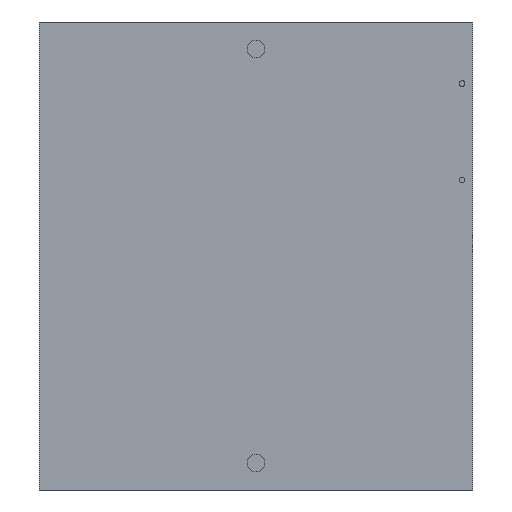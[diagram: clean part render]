
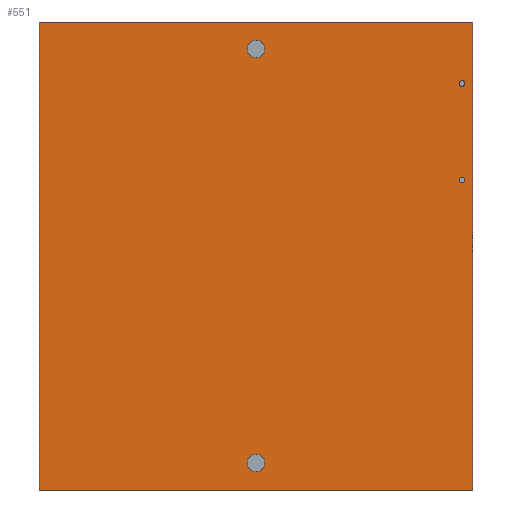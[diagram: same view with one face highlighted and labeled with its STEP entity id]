
A CAD part, front view. The second image highlights one B-rep face of the part: STEP entity #551.
In plain terms, the highlighted planar face has unit normal (0, -1, 0).
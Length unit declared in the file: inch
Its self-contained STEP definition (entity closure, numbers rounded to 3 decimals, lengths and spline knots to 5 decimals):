
#17 = AXIS2_PLACEMENT_3D ( 'NONE', #51, #52, #53 ) ;
#22 = AXIS2_PLACEMENT_3D ( 'NONE', #80, #81, #82 ) ;
#51 = CARTESIAN_POINT ( 'NONE',  ( 1.07, 0., 0.395 ) ) ;
#52 = DIRECTION ( 'NONE',  ( 0., -1., 0. ) ) ;
#53 = DIRECTION ( 'NONE',  ( 0., 0., -1. ) ) ;
#80 = CARTESIAN_POINT ( 'NONE',  ( 1.07, 0., 0.395 ) ) ;
#81 = DIRECTION ( 'NONE',  ( 0., -1., 0. ) ) ;
#82 = DIRECTION ( 'NONE',  ( 0., 0., -1. ) ) ;
#155 = CIRCLE ( 'NONE', #22, 0.015 ) ;
#164 = EDGE_CURVE ( 'NONE', #508, #485, #478, .T. ) ;
#165 = EDGE_CURVE ( 'NONE', #506, #508, #482, .T. ) ;
#166 = AXIS2_PLACEMENT_3D ( 'NONE', #457, #403, #444 ) ;
#170 = AXIS2_PLACEMENT_3D ( 'NONE', #349, #348, #347 ) ;
#171 = AXIS2_PLACEMENT_3D ( 'NONE', #356, #355, #354 ) ;
#172 = AXIS2_PLACEMENT_3D ( 'NONE', #362, #361, #360 ) ;
#174 = AXIS2_PLACEMENT_3D ( 'NONE', #372, #371, #370 ) ;
#176 = AXIS2_PLACEMENT_3D ( 'NONE', #382, #381, #380 ) ;
#178 = EDGE_CURVE ( 'NONE', #486, #506, #479, .T. ) ;
#179 = EDGE_CURVE ( 'NONE', #484, #493, #476, .T. ) ;
#181 = AXIS2_PLACEMENT_3D ( 'NONE', #396, #395, #394 ) ;
#186 = EDGE_CURVE ( 'NONE', #507, #499, #468, .T. ) ;
#190 = EDGE_CURVE ( 'NONE', #496, #495, #462, .T. ) ;
#194 = EDGE_CURVE ( 'NONE', #493, #484, #251, .T. ) ;
#196 = EDGE_CURVE ( 'NONE', #499, #507, #277, .T. ) ;
#197 = EDGE_CURVE ( 'NONE', #495, #496, #275, .T. ) ;
#198 = EDGE_CURVE ( 'NONE', #485, #486, #274, .T. ) ;
#225 = CIRCLE ( 'NONE', #17, 0.015 ) ;
#251 = CIRCLE ( 'NONE', #172, 0.0465 ) ;
#263 = FACE_BOUND ( 'NONE', #606, .T. ) ;
#266 = FACE_BOUND ( 'NONE', #331, .T. ) ;
#269 = FACE_BOUND ( 'NONE', #326, .T. ) ;
#270 = FACE_OUTER_BOUND ( 'NONE', #330, .T. ) ;
#271 = VECTOR ( 'NONE', #357, 39.37008 ) ;
#272 = FACE_BOUND ( 'NONE', #310, .T. ) ;
#274 = LINE ( 'NONE', #358, #271 ) ;
#275 = CIRCLE ( 'NONE', #170, 0.0465 ) ;
#277 = CIRCLE ( 'NONE', #171, 0.015 ) ;
#292 = ORIENTED_EDGE ( 'NONE', *, *, #179, .F. ) ;
#296 = ORIENTED_EDGE ( 'NONE', *, *, #197, .F. ) ;
#310 = EDGE_LOOP ( 'NONE', ( #292, #530 ) ) ;
#321 = ORIENTED_EDGE ( 'NONE', *, *, #196, .F. ) ;
#325 = ORIENTED_EDGE ( 'NONE', *, *, #186, .F. ) ;
#326 = EDGE_LOOP ( 'NONE', ( #515, #511 ) ) ;
#330 = EDGE_LOOP ( 'NONE', ( #527, #513, #519, #518 ) ) ;
#331 = EDGE_LOOP ( 'NONE', ( #321, #325 ) ) ;
#333 = DIRECTION ( 'NONE',  ( -1., 0., 0. ) ) ;
#334 = CARTESIAN_POINT ( 'NONE',  ( 0., 0., -1.1215 ) ) ;
#335 = CARTESIAN_POINT ( 'NONE',  ( 1.125, 0., 1.215 ) ) ;
#337 = CARTESIAN_POINT ( 'NONE',  ( 0., 0., 1.1215 ) ) ;
#340 = CARTESIAN_POINT ( 'NONE',  ( -1.125, 0., -1.215 ) ) ;
#343 = CARTESIAN_POINT ( 'NONE',  ( -1.125, 0., 1.215 ) ) ;
#345 = CARTESIAN_POINT ( 'NONE',  ( 0., 0., 1.0285 ) ) ;
#347 = DIRECTION ( 'NONE',  ( 0., 0., -1. ) ) ;
#348 = DIRECTION ( 'NONE',  ( 0., -1., 0. ) ) ;
#349 = CARTESIAN_POINT ( 'NONE',  ( 0., 0., -1.075 ) ) ;
#350 = CARTESIAN_POINT ( 'NONE',  ( -1.125, 0., 1.215 ) ) ;
#351 = CARTESIAN_POINT ( 'NONE',  ( 1.125, 0., 1.215 ) ) ;
#354 = DIRECTION ( 'NONE',  ( 0., 0., -1. ) ) ;
#355 = DIRECTION ( 'NONE',  ( 0., -1., 0. ) ) ;
#356 = CARTESIAN_POINT ( 'NONE',  ( 1.07, 0., 0.895 ) ) ;
#357 = DIRECTION ( 'NONE',  ( 1., 0., 0. ) ) ;
#358 = CARTESIAN_POINT ( 'NONE',  ( -1.125, 0., 1.215 ) ) ;
#360 = DIRECTION ( 'NONE',  ( 0., 0., -1. ) ) ;
#361 = DIRECTION ( 'NONE',  ( 0., -1., 0. ) ) ;
#362 = CARTESIAN_POINT ( 'NONE',  ( 0., 0., 1.075 ) ) ;
#370 = DIRECTION ( 'NONE',  ( 0., 0., -1. ) ) ;
#371 = DIRECTION ( 'NONE',  ( 0., -1., 0. ) ) ;
#372 = CARTESIAN_POINT ( 'NONE',  ( 0., 0., -1.075 ) ) ;
#380 = DIRECTION ( 'NONE',  ( 0., 0., -1. ) ) ;
#381 = DIRECTION ( 'NONE',  ( 0., -1., 0. ) ) ;
#382 = CARTESIAN_POINT ( 'NONE',  ( 1.07, 0., 0.895 ) ) ;
#394 = DIRECTION ( 'NONE',  ( 0., 0., -1. ) ) ;
#395 = DIRECTION ( 'NONE',  ( 0., -1., 0. ) ) ;
#396 = CARTESIAN_POINT ( 'NONE',  ( 0., 0., 1.075 ) ) ;
#398 = DIRECTION ( 'NONE',  ( 0., 0., 1. ) ) ;
#399 = DIRECTION ( 'NONE',  ( 0., 0., -1. ) ) ;
#403 = DIRECTION ( 'NONE',  ( 0., -1., 0. ) ) ;
#436 = CARTESIAN_POINT ( 'NONE',  ( 1.07, 0., 0.88 ) ) ;
#437 = CARTESIAN_POINT ( 'NONE',  ( -1.125, 0., -1.215 ) ) ;
#441 = CARTESIAN_POINT ( 'NONE',  ( 1.07, 0., 0.41 ) ) ;
#442 = CARTESIAN_POINT ( 'NONE',  ( 1.125, 0., -1.215 ) ) ;
#444 = DIRECTION ( 'NONE',  ( 0., 0., -1. ) ) ;
#449 = PLANE ( 'NONE',  #166 ) ;
#451 = CARTESIAN_POINT ( 'NONE',  ( 1.07, 0., 0.38 ) ) ;
#453 = CARTESIAN_POINT ( 'NONE',  ( 1.07, 0., 0.91 ) ) ;
#457 = CARTESIAN_POINT ( 'NONE',  ( 0., 0., 0. ) ) ;
#459 = CARTESIAN_POINT ( 'NONE',  ( 0., 0., -1.0285 ) ) ;
#462 = CIRCLE ( 'NONE', #174, 0.0465 ) ;
#468 = CIRCLE ( 'NONE', #176, 0.015 ) ;
#473 = VECTOR ( 'NONE', #399, 39.37008 ) ;
#475 = VECTOR ( 'NONE', #333, 39.37008 ) ;
#476 = CIRCLE ( 'NONE', #181, 0.0465 ) ;
#477 = VECTOR ( 'NONE', #398, 39.37008 ) ;
#478 = LINE ( 'NONE', #350, #477 ) ;
#479 = LINE ( 'NONE', #335, #473 ) ;
#482 = LINE ( 'NONE', #340, #475 ) ;
#484 = VERTEX_POINT ( 'NONE', #345 ) ;
#485 = VERTEX_POINT ( 'NONE', #343 ) ;
#486 = VERTEX_POINT ( 'NONE', #351 ) ;
#493 = VERTEX_POINT ( 'NONE', #337 ) ;
#495 = VERTEX_POINT ( 'NONE', #334 ) ;
#496 = VERTEX_POINT ( 'NONE', #459 ) ;
#499 = VERTEX_POINT ( 'NONE', #453 ) ;
#500 = VERTEX_POINT ( 'NONE', #451 ) ;
#505 = VERTEX_POINT ( 'NONE', #441 ) ;
#506 = VERTEX_POINT ( 'NONE', #442 ) ;
#507 = VERTEX_POINT ( 'NONE', #436 ) ;
#508 = VERTEX_POINT ( 'NONE', #437 ) ;
#511 = ORIENTED_EDGE ( 'NONE', *, *, #600, .F. ) ;
#512 = ORIENTED_EDGE ( 'NONE', *, *, #190, .F. ) ;
#513 = ORIENTED_EDGE ( 'NONE', *, *, #198, .F. ) ;
#515 = ORIENTED_EDGE ( 'NONE', *, *, #586, .F. ) ;
#518 = ORIENTED_EDGE ( 'NONE', *, *, #165, .F. ) ;
#519 = ORIENTED_EDGE ( 'NONE', *, *, #164, .F. ) ;
#527 = ORIENTED_EDGE ( 'NONE', *, *, #178, .F. ) ;
#530 = ORIENTED_EDGE ( 'NONE', *, *, #194, .F. ) ;
#551 = ADVANCED_FACE ( 'NONE', ( #266, #263, #272, #270, #269 ), #449, .T. ) ;
#586 = EDGE_CURVE ( 'NONE', #505, #500, #225, .T. ) ;
#600 = EDGE_CURVE ( 'NONE', #500, #505, #155, .T. ) ;
#606 = EDGE_LOOP ( 'NONE', ( #296, #512 ) ) ;
